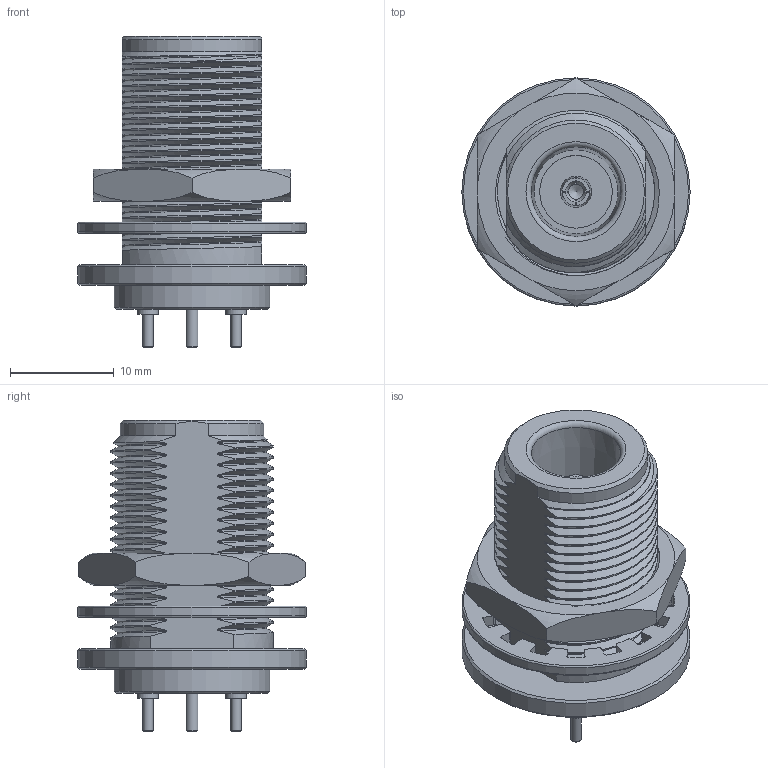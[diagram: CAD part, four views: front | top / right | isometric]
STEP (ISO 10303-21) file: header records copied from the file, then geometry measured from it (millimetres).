
FILE_DESCRIPTION(/* description */ ('Unknown'),/* implementation_level */ '2;1');
FILE_NAME(/* name */ '60412042241503',/* time_stamp */ '2022-05-16T09:39:03+02:00',/* author */ ('Unknown'),/* organization */ ('Unknown'),/* preprocessor_version */ 'ST-DEVELOPER v16.7',/* originating_system */ 'Solid Edge',/* authorisation */ 'Unknown');
FILE_SCHEMA (('AUTOMOTIVE_DESIGN {1 0 10303 214 3 1 1}'));
Products named in the file (9): 60412042241503; 60412042241503_Packaging; 60412042241503_Housing; 604120x224150x_Leg; 604120x224150x_Insulator; 604120x224150x_LockRing; 604120x224150x_SignalPin; 6041x0x224150x_Washer; 6041x0x224150x_Nut
Assembly tree (11 placements, depth 3):
  60412042241503
    60412042241503_Packaging
      60412042241503_Housing
      604120x224150x_Leg  x4
      604120x224150x_Insulator
      604120x224150x_LockRing
      604120x224150x_SignalPin
    6041x0x224150x_Washer
    6041x0x224150x_Nut
Bounding box: 22 x 22 x 30 mm (x, y, z)
Volume: 4741.4 mm3; surface area: 5620.1 mm2
Topology: 10 solids, 10 shells, 2466 faces, 5250 edges, 2833 vertices
Faces by surface type: bspline 1674, cylinder 634, plane 101, cone 42, torus 15
Full cylindrical faces by diameter (mm): 1.02 x12, 1.14 x1, 1.16 x8, 1.55 x1, 2 x4, 2.1 x2, 3 x3, 7 x4, 8.48 x1, 10 x4, 15 x1, 22 x2
Entity records: 120007 total; most frequent: CARTESIAN_POINT 85668, ORIENTED_EDGE 10258, EDGE_CURVE 5129, VERTEX_POINT 2784, DIRECTION 2731, B_SPLINE_CURVE_WITH_KNOTS 2562, FACE_BOUND 2517, EDGE_LOOP 2516
